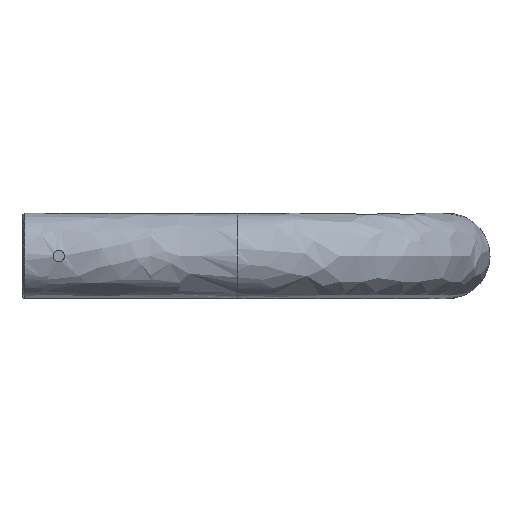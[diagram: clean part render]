
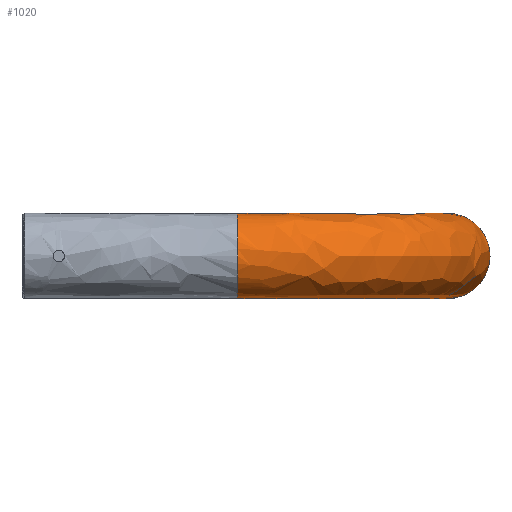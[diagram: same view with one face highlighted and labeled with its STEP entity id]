
A CAD part, front view. The second image highlights one B-rep face of the part: STEP entity #1020.
In plain terms, the highlighted free-form (B-spline) face has degree [3, 3] with [7, 4] control points.
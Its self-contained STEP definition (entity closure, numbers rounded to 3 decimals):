
#10 = EDGE_CURVE ( 'NONE', #1416, #1416, #2074, .T. ) ;
#154 = DIRECTION ( 'NONE',  ( 0., 0., -1. ) ) ;
#199 = CIRCLE ( 'NONE', #662, 30.15 ) ;
#313 = CARTESIAN_POINT ( 'NONE',  ( 151.309, -498.68, 0. ) ) ;
#379 = FACE_OUTER_BOUND ( 'NONE', #1539, .T. ) ;
#470 = ORIENTED_EDGE ( 'NONE', *, *, #2018, .F. ) ;
#662 = AXIS2_PLACEMENT_3D ( 'NONE', #313, #2350, #154 ) ;
#901 = ORIENTED_EDGE ( 'NONE', *, *, #10, .T. ) ;
#922 = DIRECTION ( 'NONE',  ( 0., 0., -1. ) ) ;
#962 = DIRECTION ( 'NONE',  ( 0.009, -1., 0. ) ) ;
#1020 = ADVANCED_FACE ( 'NONE', ( #1398, #379 ), #1035, .T. ) ;
#1035 =( BOUNDED_SURFACE ( )  B_SPLINE_SURFACE ( 3, 3, ( 
 ( #1603, #1594, #1609, #1615 ),
 ( #1621, #1554, #1622, #1626 ),
 ( #1628, #1638, #1643, #1645 ),
 ( #1650, #1651, #1653, #1658 ),
 ( #1663, #1665, #1673, #1678 ),
 ( #1684, #1691, #1694, #1702 ),
 ( #1703, #1708, #1712, #1714 ) ),
 .UNSPECIFIED., .T., .F., .T. ) 
 B_SPLINE_SURFACE_WITH_KNOTS ( ( 4, 3, 4 ),
 ( 4, 4 ),
 ( 0., 0.5, 1. ),
 ( 0., 1. ),
 .UNSPECIFIED. ) 
 GEOMETRIC_REPRESENTATION_ITEM ( )  RATIONAL_B_SPLINE_SURFACE ( (
 ( 1., 0.807, 0.807, 1.),
 ( 0.333, 0.269, 0.269, 0.333),
 ( 0.333, 0.269, 0.269, 0.333),
 ( 1., 0.807, 0.807, 1.),
 ( 0.333, 0.269, 0.269, 0.333),
 ( 0.333, 0.269, 0.269, 0.333),
 ( 1., 0.807, 0.807, 1.) ) ) 
 REPRESENTATION_ITEM ( '' )  SURFACE ( )  );
#1120 = EDGE_LOOP ( 'NONE', ( #901 ) ) ;
#1369 = VERTEX_POINT ( 'NONE', #2193 ) ;
#1395 = CARTESIAN_POINT ( 'NONE',  ( 300., -348.685, -30.15 ) ) ;
#1398 = FACE_OUTER_BOUND ( 'NONE', #1120, .T. ) ;
#1416 = VERTEX_POINT ( 'NONE', #1395 ) ;
#1518 = CARTESIAN_POINT ( 'NONE',  ( 300., -348.685, 0. ) ) ;
#1539 = EDGE_LOOP ( 'NONE', ( #470 ) ) ;
#1554 = CARTESIAN_POINT ( 'NONE',  ( 360.604, -470.498, -30.15 ) ) ;
#1594 = CARTESIAN_POINT ( 'NONE',  ( 300., -435.946, -30.15 ) ) ;
#1603 = CARTESIAN_POINT ( 'NONE',  ( 300., -348.685, -30.15 ) ) ;
#1609 = CARTESIAN_POINT ( 'NONE',  ( 238.567, -497.918, -30.15 ) ) ;
#1615 = CARTESIAN_POINT ( 'NONE',  ( 151.309, -498.68, -30.15 ) ) ;
#1621 = CARTESIAN_POINT ( 'NONE',  ( 360.298, -348.159, -30.15 ) ) ;
#1622 = CARTESIAN_POINT ( 'NONE',  ( 274.693, -557.597, -30.15 ) ) ;
#1626 = CARTESIAN_POINT ( 'NONE',  ( 152.361, -558.97, -30.15 ) ) ;
#1628 = CARTESIAN_POINT ( 'NONE',  ( 360.298, -348.159, 30.15 ) ) ;
#1638 = CARTESIAN_POINT ( 'NONE',  ( 360.604, -470.498, 30.15 ) ) ;
#1643 = CARTESIAN_POINT ( 'NONE',  ( 274.693, -557.597, 30.15 ) ) ;
#1645 = CARTESIAN_POINT ( 'NONE',  ( 152.361, -558.97, 30.15 ) ) ;
#1650 = CARTESIAN_POINT ( 'NONE',  ( 300., -348.685, 30.15 ) ) ;
#1651 = CARTESIAN_POINT ( 'NONE',  ( 300., -435.946, 30.15 ) ) ;
#1653 = CARTESIAN_POINT ( 'NONE',  ( 238.567, -497.918, 30.15 ) ) ;
#1658 = CARTESIAN_POINT ( 'NONE',  ( 151.309, -498.68, 30.15 ) ) ;
#1663 = CARTESIAN_POINT ( 'NONE',  ( 239.702, -349.211, 30.15 ) ) ;
#1665 = CARTESIAN_POINT ( 'NONE',  ( 239.396, -401.395, 30.15 ) ) ;
#1673 = CARTESIAN_POINT ( 'NONE',  ( 202.441, -438.239, 30.15 ) ) ;
#1678 = CARTESIAN_POINT ( 'NONE',  ( 150.257, -438.389, 30.15 ) ) ;
#1684 = CARTESIAN_POINT ( 'NONE',  ( 239.702, -349.211, -30.15 ) ) ;
#1691 = CARTESIAN_POINT ( 'NONE',  ( 239.396, -401.395, -30.15 ) ) ;
#1694 = CARTESIAN_POINT ( 'NONE',  ( 202.441, -438.239, -30.15 ) ) ;
#1702 = CARTESIAN_POINT ( 'NONE',  ( 150.257, -438.389, -30.15 ) ) ;
#1703 = CARTESIAN_POINT ( 'NONE',  ( 300., -348.685, -30.15 ) ) ;
#1708 = CARTESIAN_POINT ( 'NONE',  ( 300., -435.946, -30.15 ) ) ;
#1712 = CARTESIAN_POINT ( 'NONE',  ( 238.567, -497.918, -30.15 ) ) ;
#1714 = CARTESIAN_POINT ( 'NONE',  ( 151.309, -498.68, -30.15 ) ) ;
#2018 = EDGE_CURVE ( 'NONE', #1369, #1369, #199, .T. ) ;
#2074 = CIRCLE ( 'NONE', #2378, 30.15 ) ;
#2193 = CARTESIAN_POINT ( 'NONE',  ( 151.309, -498.68, -30.15 ) ) ;
#2350 = DIRECTION ( 'NONE',  ( -1., -0.017, 0. ) ) ;
#2378 = AXIS2_PLACEMENT_3D ( 'NONE', #1518, #962, #922 ) ;
